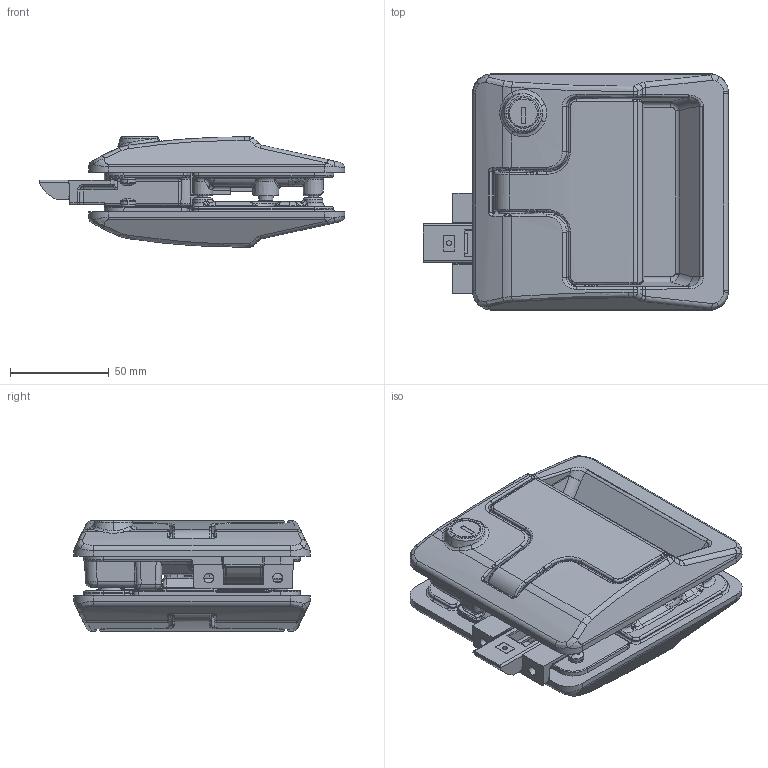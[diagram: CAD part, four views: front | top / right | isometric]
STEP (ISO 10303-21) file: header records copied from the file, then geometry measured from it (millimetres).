
FILE_DESCRIPTION (( 'STEP AP203' ), '1' );
FILE_NAME ('A-884-C-1.STEP', '2019-12-25T09:45:13', ( '' ), ( '' ), 'SwSTEP 2.0', 'SolidWorks 2014', '' );
FILE_SCHEMA (( 'CONFIG_CONTROL_DESIGN' ));
Length unit declared in the file: millimetre
Products named in the file (20): A-884-C-1; A-884 十字穴付なべねじM4（SW付）_M4×10（SW・平W付）; A-884 儔僢僠働乕僗ASSY; A-884 廫帤寠晅僩儔僗偹偠M5 L=20_僩儔僗M5亊10; A-884 カバーB; A-884 ケースB; A-884 ナイロンワッシャー; A-884歯付座金M5; A-884 ケースA; A-884 ラッチケースアッシー(板金1); A-884 十字穴付なべねじM4_M4×10; A-884 シャフトA; A-884 スプリングワッシャーM4_JIS B 1251 No.2 4; A-884 シャフトB; A-884 ハンドル; A-884 ラッチケースアッシー(板金2); A-884 カバーA; A-884 T230_R200-4; A-884 ラッチケースアッシー(樹脂); A-884 ラッチプレート
Assembly tree (32 placements, depth 3):
  A-884-C-1
    A-884 ケースA
    A-884 ハンドル  x2
    A-884 カバーA
    A-884 シャフトA
    A-884 儔僢僠働乕僗ASSY
      A-884 ラッチケースアッシー(板金2)
      A-884 ラッチケースアッシー(樹脂)
      A-884 ラッチケースアッシー(板金1)
    A-884 ラッチプレート
    A-884 十字穴付なべねじM4（SW付）_M4×10（SW・平W付）  x4
      A-884 十字穴付なべねじM4_M4×10
      A-884 スプリングワッシャーM4_JIS B 1251 No.2 4
    A-884 カバーB
    A-884 ケースB
    A-884 廫帤寠晅僩儔僗偹偠M5 L=20_僩儔僗M5亊10  x4
    A-884歯付座金M5  x4
    A-884 T230_R200-4
    A-884 シャフトB
    A-884 ナイロンワッシャー  x4
Bounding box: 154.93 x 120 x 56.07 mm (x, y, z)
Volume: 338120.9 mm3; surface area: 157287.7 mm2
Topology: 33 solids, 33 shells, 3130 faces, 7637 edges, 4491 vertices
Faces by surface type: bspline 1033, cylinder 865, plane 794, torus 193, cone 143, sphere 102
Entity records: 102750 total; most frequent: CARTESIAN_POINT 46507, ORIENTED_EDGE 12714, DIRECTION 9662, EDGE_CURVE 6357, VERTEX_POINT 3785, AXIS2_PLACEMENT_3D 3749, EDGE_LOOP 2718, ADVANCED_FACE 2639
